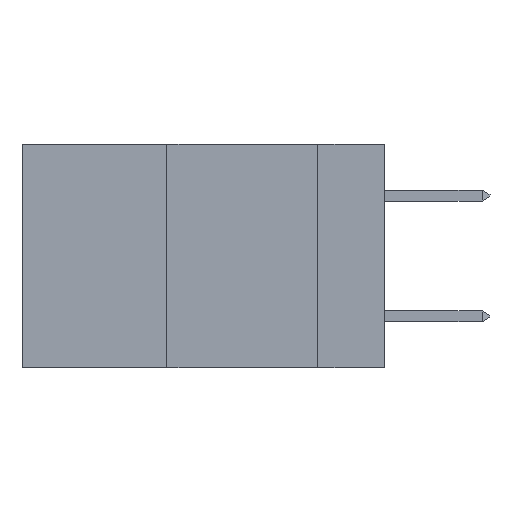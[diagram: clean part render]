
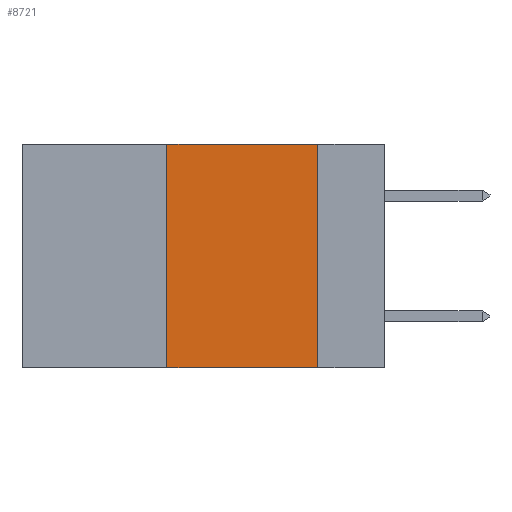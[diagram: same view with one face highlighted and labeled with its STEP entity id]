
A CAD part, left-side view. The second image highlights one B-rep face of the part: STEP entity #8721.
In plain terms, the highlighted planar face has unit normal (-1, 0, 0).
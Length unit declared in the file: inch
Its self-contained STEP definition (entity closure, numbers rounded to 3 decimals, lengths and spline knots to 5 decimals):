
#386 = DIRECTION ( 'NONE',  ( 0., -1., 0. ) ) ;
#496 = DIRECTION ( 'NONE',  ( 0., 0., 1. ) ) ;
#1106 = DIRECTION ( 'NONE',  ( 1., 0., 0. ) ) ;
#1401 = ORIENTED_EDGE ( 'NONE', *, *, #7921, .F. ) ;
#2088 = ORIENTED_EDGE ( 'NONE', *, *, #12803, .F. ) ;
#3149 = LINE ( 'NONE', #8264, #6122 ) ;
#3423 = VERTEX_POINT ( 'NONE', #13833 ) ;
#4329 = VECTOR ( 'NONE', #12971, 39.37008 ) ;
#4370 = CARTESIAN_POINT ( 'NONE',  ( 0., 0.36, 0. ) ) ;
#4448 = CARTESIAN_POINT ( 'NONE',  ( 0., 0.6, -0.37 ) ) ;
#4681 = LINE ( 'NONE', #6365, #4329 ) ;
#5021 = VECTOR ( 'NONE', #386, 39.37008 ) ;
#5200 = AXIS2_PLACEMENT_3D ( 'NONE', #7763, #1106, #8870 ) ;
#5901 = CARTESIAN_POINT ( 'NONE',  ( 0., 0.6, 0. ) ) ;
#6122 = VECTOR ( 'NONE', #496, 39.37008 ) ;
#6205 = VERTEX_POINT ( 'NONE', #4370 ) ;
#6365 = CARTESIAN_POINT ( 'NONE',  ( 0., 0.11, 0. ) ) ;
#6541 = VECTOR ( 'NONE', #11151, 39.37008 ) ;
#6893 = LINE ( 'NONE', #4448, #6541 ) ;
#7162 = CARTESIAN_POINT ( 'NONE',  ( 0., 0.11, -0.37 ) ) ;
#7763 = CARTESIAN_POINT ( 'NONE',  ( 0., 0.6, 0. ) ) ;
#7921 = EDGE_CURVE ( 'NONE', #8764, #8963, #4681, .T. ) ;
#8019 = LINE ( 'NONE', #5901, #5021 ) ;
#8264 = CARTESIAN_POINT ( 'NONE',  ( 0., 0.36, 0. ) ) ;
#8309 = EDGE_CURVE ( 'NONE', #6205, #8764, #8019, .T. ) ;
#8721 = ADVANCED_FACE ( 'NONE', ( #10598 ), #11053, .F. ) ;
#8764 = VERTEX_POINT ( 'NONE', #11147 ) ;
#8870 = DIRECTION ( 'NONE',  ( 0., 0., -1. ) ) ;
#8963 = VERTEX_POINT ( 'NONE', #7162 ) ;
#9409 = EDGE_LOOP ( 'NONE', ( #1401, #10258, #2088, #10959 ) ) ;
#10258 = ORIENTED_EDGE ( 'NONE', *, *, #8309, .F. ) ;
#10598 = FACE_OUTER_BOUND ( 'NONE', #9409, .T. ) ;
#10612 = EDGE_CURVE ( 'NONE', #3423, #8963, #6893, .T. ) ;
#10959 = ORIENTED_EDGE ( 'NONE', *, *, #10612, .T. ) ;
#11053 = PLANE ( 'NONE',  #5200 ) ;
#11147 = CARTESIAN_POINT ( 'NONE',  ( 0., 0.11, 0. ) ) ;
#11151 = DIRECTION ( 'NONE',  ( 0., -1., 0. ) ) ;
#12803 = EDGE_CURVE ( 'NONE', #3423, #6205, #3149, .T. ) ;
#12971 = DIRECTION ( 'NONE',  ( 0., 0., -1. ) ) ;
#13833 = CARTESIAN_POINT ( 'NONE',  ( 0., 0.36, -0.37 ) ) ;
